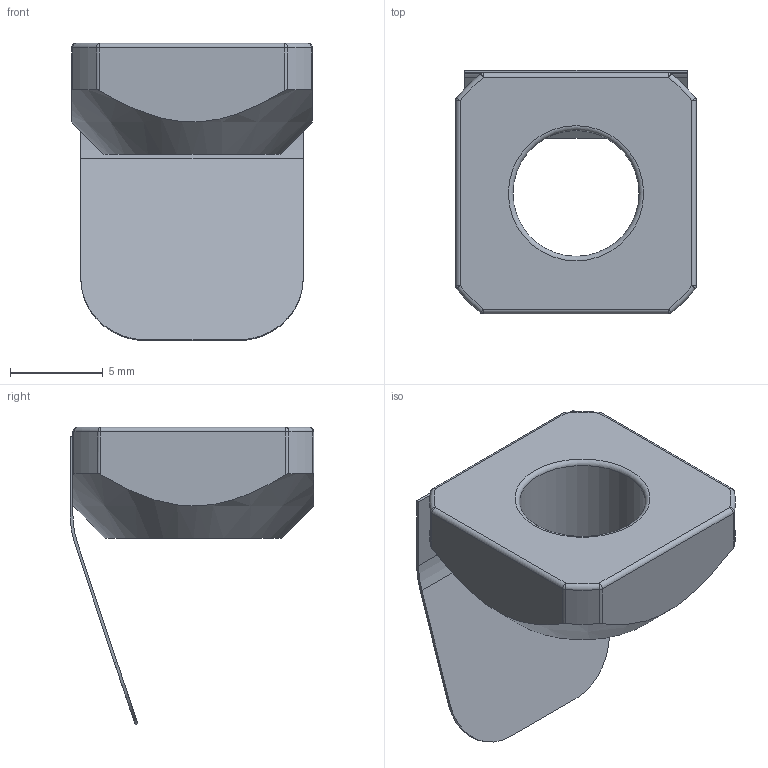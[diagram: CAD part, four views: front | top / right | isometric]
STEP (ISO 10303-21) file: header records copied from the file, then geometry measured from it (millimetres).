
FILE_DESCRIPTION(('STEP AP203'),'1');
FILE_NAME('FIXE08N1038.stp','2023-10-23T12:53:29',(' '),(' '),'Spatial InterOp 3D',' ',' ');
FILE_SCHEMA(('CONFIG_CONTROL_DESIGN'));
Length unit declared in the file: millimetre
Products named in the file (3): Ecrou carré languette 8 45 M8
Assembly tree (2 placements, depth 2):
  Ecrou carré languette 8 45 M8
    Ecrou carré languette 8 45 M8
    Ecrou carré languette 8 45 M8
Bounding box: 13 x 13.15 x 16.05 mm (x, y, z)
Volume: 664.9 mm3; surface area: 966.7 mm2
Topology: 2 solids, 2 shells, 50 faces, 121 edges, 67 vertices
Faces by surface type: cylinder 21, plane 14, sphere 8, torus 6, cone 1
Full cylindrical faces by diameter (mm): 6.8 x1
Entity records: 1640 total; most frequent: CARTESIAN_POINT 309, DIRECTION 250, ORIENTED_EDGE 214, EDGE_CURVE 107, AXIS2_PLACEMENT_3D 102, VERTEX_POINT 65, EDGE_LOOP 56, FACE_OUTER_BOUND 53
